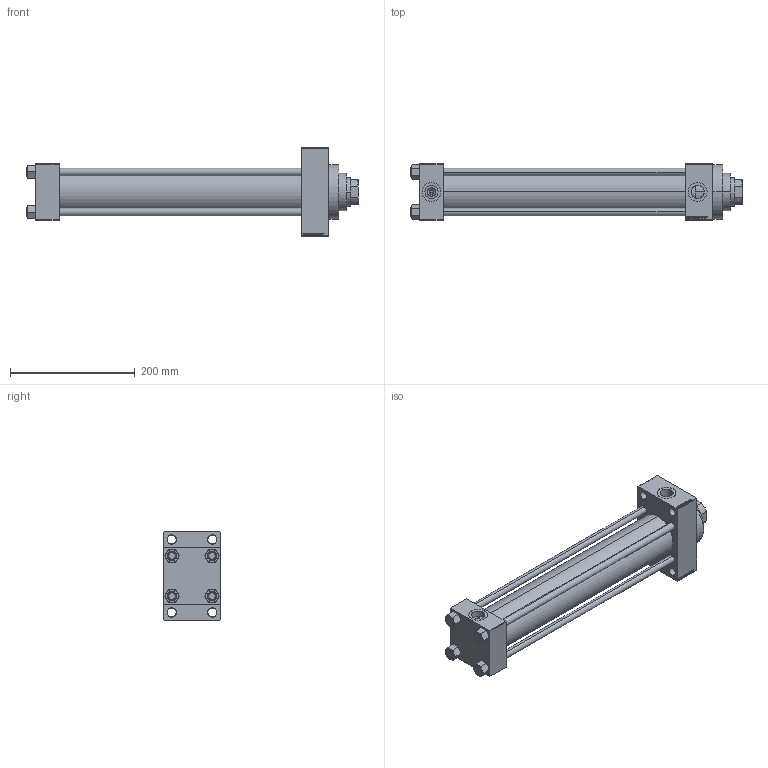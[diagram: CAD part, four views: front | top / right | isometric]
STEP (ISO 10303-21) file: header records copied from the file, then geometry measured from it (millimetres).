
FILE_DESCRIPTION (( 'STEP AP203' ), '1' );
FILE_NAME ('c90e.STEP', '2022-04-15T13:58:04', ( '' ), ( '' ), 'SwSTEP 2.0', 'SolidWorks 2019', '' );
FILE_SCHEMA (( 'CONFIG_CONTROL_DESIGN' ));
Length unit declared in the file: millimetre
Products named in the file (6): c90e; V215CR_VCP_D 57426a5ab2fafba18b0545ba6512e1c6; V215CR_D_Body 57426a5ab2fafba18b0545ba6512e1c6; V215CR_D_TYCINKA 57426a5ab2fafba18b0545ba6512e1c6; V215_VC_A 57426a5ab2fafba18b0545ba6512e1c6; NUT_M5_D 57426a5ab2fafba18b0545ba6512e1c6
Assembly tree (11 placements, depth 2):
  c90e
    V215CR_D_Body 57426a5ab2fafba18b0545ba6512e1c6
    V215CR_VCP_D 57426a5ab2fafba18b0545ba6512e1c6
    NUT_M5_D 57426a5ab2fafba18b0545ba6512e1c6  x4
    V215CR_D_TYCINKA 57426a5ab2fafba18b0545ba6512e1c6  x4
    V215_VC_A 57426a5ab2fafba18b0545ba6512e1c6
Bounding box: 533 x 90 x 142 mm (x, y, z)
Volume: 2039056.8 mm3; surface area: 445646.9 mm2
Topology: 11 solids, 11 shells, 1102 faces, 2749 edges, 1779 vertices
Faces by surface type: plane 496, bspline 368, cone 144, cylinder 86, torus 8
Entity records: 47189 total; most frequent: CARTESIAN_POINT 25075, ORIENTED_EDGE 4990, DIRECTION 3185, EDGE_CURVE 2495, VERTEX_POINT 1635, LINE 1503, VECTOR 1503, EDGE_LOOP 1112
